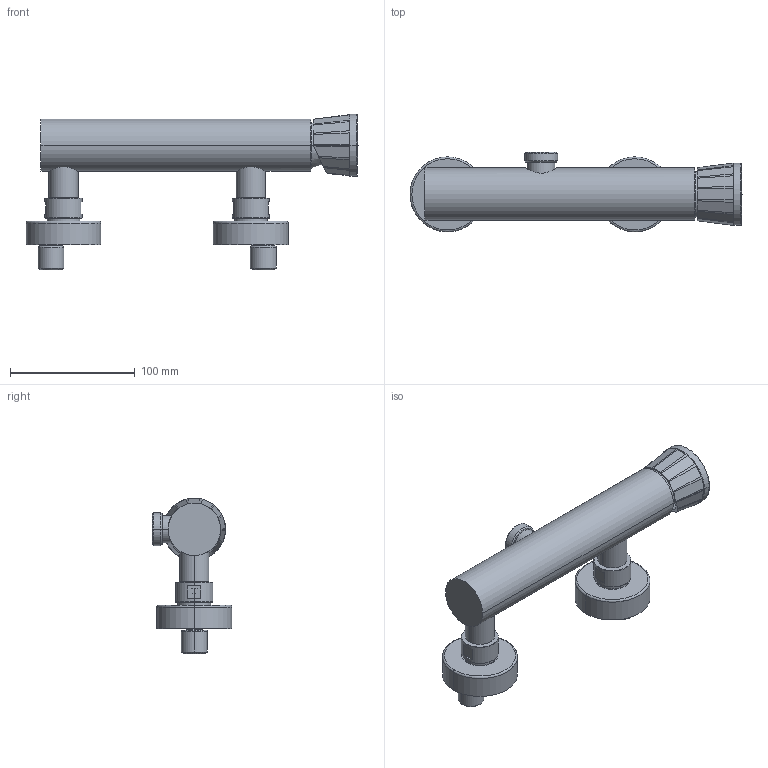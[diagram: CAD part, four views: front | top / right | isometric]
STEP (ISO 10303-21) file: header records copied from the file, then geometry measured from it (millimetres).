
FILE_DESCRIPTION((''),'2;1');
FILE_NAME('OIELDE026RO_ASM','2025-10-16T15:03:34',('Administrator'),(''),'CREO PARAMETRIC BY PTC INC, 2024493','CREO PARAMETRIC BY PTC INC, 2024493','');
FILE_SCHEMA(('CONFIG_CONTROL_DESIGN','SHAPE_APPEARANCE_LAYERS_GROUPS'));
Length unit declared in the file: millimetre
Products named in the file (12): OIBR00277; OIAQ00285; OIBR00998; OIBR00278; OIBR00272; OIBR00274; OIBR00273; OIKT10047; OIKT10046; OIKT00024_ASM; OIAQ00013; OIELDE026RO_ASM
Assembly tree (15 placements, depth 3):
  OIELDE026RO_ASM
    OIBR00277
    OIAQ00285
    OIBR00998
    OIBR00278
    OIBR00272  x2
    OIBR00274  x2
    OIBR00273  x2
    OIKT00024_ASM  x2
      OIKT10047
      OIKT10046
    OIAQ00013
Bounding box: 265.72 x 63.7 x 124.75 mm (x, y, z)
Volume: 323467.3 mm3; surface area: 132953.9 mm2
Topology: 15 solids, 35 shells, 679 faces, 1594 edges, 975 vertices
Faces by surface type: cylinder 243, plane 197, cone 131, bspline 54, torus 50, sphere 4
Entity records: 21370 total; most frequent: CARTESIAN_POINT 4907, DIRECTION 2440, ORIENTED_EDGE 2178, PRESENTATION_STYLE_ASSIGNMENT 1360, STYLED_ITEM 1338, CURVE_STYLE 1117, EDGE_CURVE 1117, AXIS2_PLACEMENT_3D 1016
